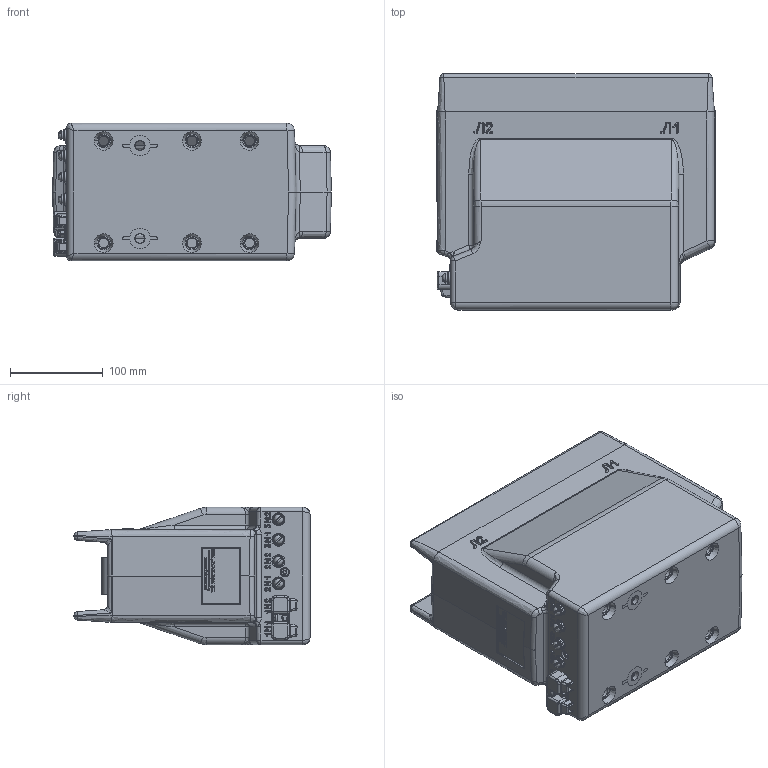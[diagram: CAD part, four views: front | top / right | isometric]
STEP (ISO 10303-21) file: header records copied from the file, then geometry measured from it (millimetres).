
FILE_DESCRIPTION (( 'STEP AP203' ), '1' );
FILE_NAME ('ﾒﾎﾋ-10-Iﾌ-3 (5-400)ﾀ.STEP', '2018-01-31T08:59:08', ( '' ), ( '' ), 'SwSTEP 2.0', 'SolidWorks 2010', '' );
FILE_SCHEMA (( 'CONFIG_CONTROL_DESIGN' ));
Products named in the file (1): ﾒﾎﾋ-10-Iﾌ-3 (5-400)ﾀ
Bounding box: 300 x 254 x 148 mm (x, y, z)
Surface area: 302753 mm2 (no closed solid volume)
Topology: 0 solids, 70 shells, 831 faces, 3654 edges, 2837 vertices
Faces by surface type: plane 349, cylinder 159, bspline 151, cone 130, sphere 30, torus 12
Entity records: 50150 total; most frequent: CARTESIAN_POINT 23244, ORIENTED_EDGE 5197, DIRECTION 4725, EDGE_CURVE 3634, VERTEX_POINT 2837, VECTOR 1903, LINE 1903, AXIS2_PLACEMENT_3D 1411
